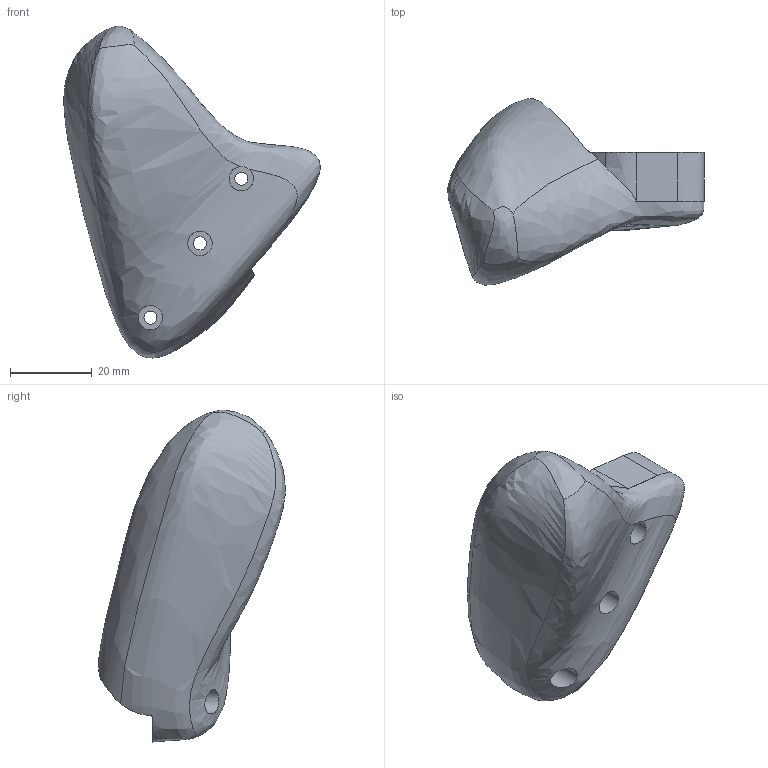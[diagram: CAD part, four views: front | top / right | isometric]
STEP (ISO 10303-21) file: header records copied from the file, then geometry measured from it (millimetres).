
FILE_DESCRIPTION(/* description */ (''),/* implementation_level */ '2;1');
FILE_NAME(/* name */ 'grip.step',/* time_stamp */ '2023-12-27T21:22:39-05:00',/* author */ (''),/* organization */ (''),/* preprocessor_version */ 'ST-DEVELOPER v20',/* originating_system */ 'Autodesk Translation Framework v12.14.0.127',/* authorisation */ '');
FILE_SCHEMA (('AUTOMOTIVE_DESIGN { 1 0 10303 214 3 1 1 }'));
Length unit declared in the file: millimetre
Products named in the file (2): Tadpole Case V4; Xbox Handle v1
Assembly tree (1 placements, depth 2):
  Tadpole Case V4
    Xbox Handle v1
Bounding box: 62.85 x 45.82 x 81.43 mm (x, y, z)
Volume: 61931.4 mm3; surface area: 11119.2 mm2
Topology: 1 solids, 1 shells, 34 faces, 93 edges, 59 vertices
Faces by surface type: bspline 12, cylinder 11, plane 8, torus 3
Full cylindrical faces by diameter (mm): 3.2 x3, 6 x3
Entity records: 2893 total; most frequent: CARTESIAN_POINT 2089, ORIENTED_EDGE 178, DIRECTION 101, EDGE_CURVE 89, VERTEX_POINT 59, B_SPLINE_CURVE_WITH_KNOTS 55, EDGE_LOOP 42, AXIS2_PLACEMENT_3D 42
